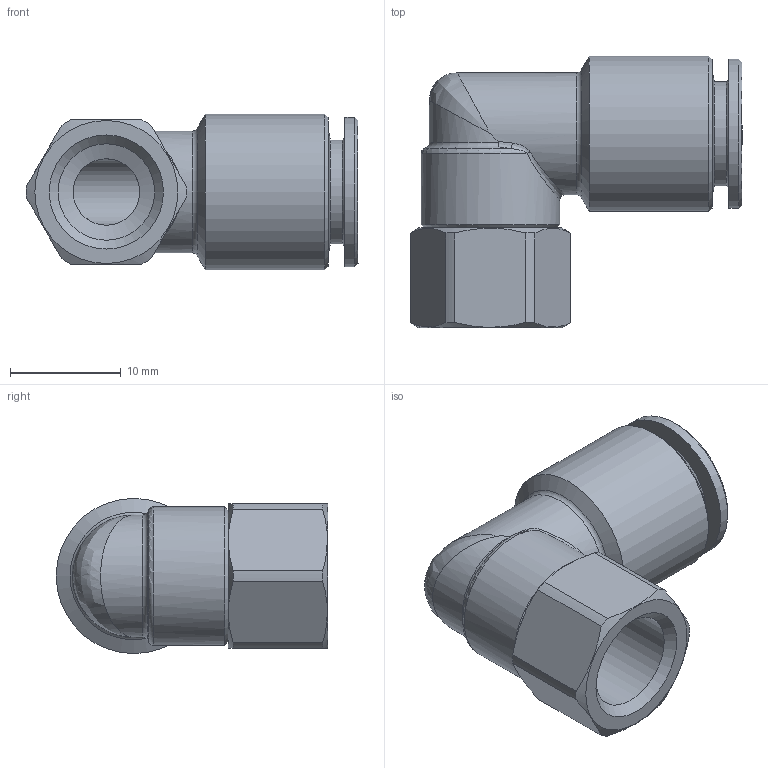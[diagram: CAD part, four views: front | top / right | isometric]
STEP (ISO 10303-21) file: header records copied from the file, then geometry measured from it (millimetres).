
FILE_DESCRIPTION( ( 'STEP AP214' ), '1' );
FILE_NAME( 'psolqas_7616_60.stp', '2020-12-01T17:10:24', ( 'License CC BY-ND 4.0' ), ( 'CADENAS' ), ' ', 'PARTsolutions', ' ' );
FILE_SCHEMA( ( 'AUTOMOTIVE_DESIGN { 1 0 10303 214 1 1 1 1 }' ) );
Length unit declared in the file: metre
Products named in the file (1): Taglia-Rivoluzione1
Bounding box: 29.95 x 24.5 x 14 mm (x, y, z)
Volume: 3329 mm3; surface area: 2935.6 mm2
Topology: 1 solids, 1 shells, 51 faces, 124 edges, 76 vertices
Faces by surface type: cylinder 17, cone 13, plane 12, bspline 6, torus 3
Full cylindrical faces by diameter (mm): 6 x2, 8.15 x1, 8.7 x1, 9.4 x1, 11 x1, 12.5 x1, 13.5 x1, 14 x1
Entity records: 2190 total; most frequent: CARTESIAN_POINT 786, DIRECTION 192, ORIENTED_EDGE 188, EDGE_CURVE 94, AXIS2_PLACEMENT_3D 90, EDGE_LOOP 77, VERTEX_POINT 71, FACE_OUTER_BOUND 60
